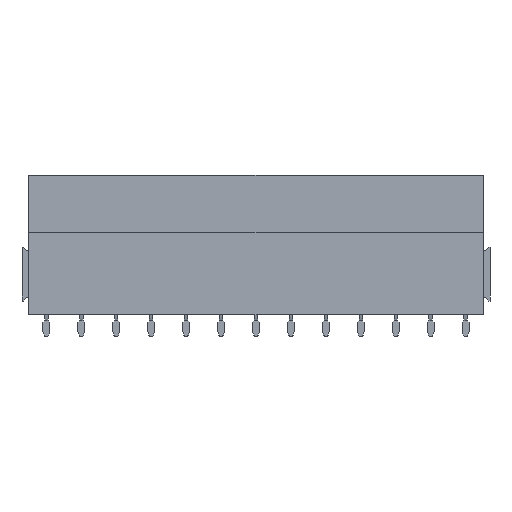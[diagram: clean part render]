
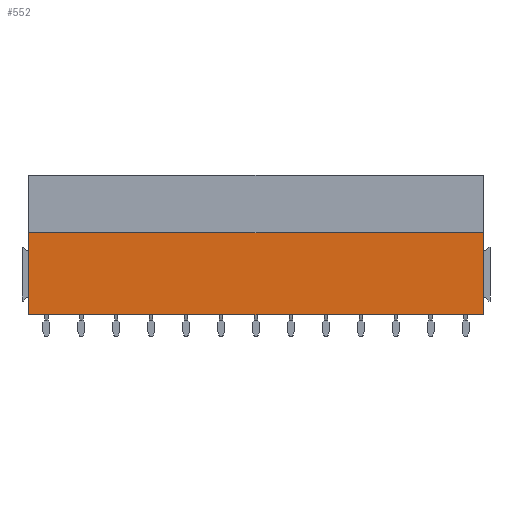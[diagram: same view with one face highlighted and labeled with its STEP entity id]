
A CAD part, front view. The second image highlights one B-rep face of the part: STEP entity #552.
In plain terms, the highlighted planar face has unit normal (0, -1, 0).
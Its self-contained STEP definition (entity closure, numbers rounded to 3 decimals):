
#525=AXIS2_PLACEMENT_3D('Plane Axis2P3D',#522,#523,#524) ;
#473=CARTESIAN_POINT('Vertex',(1.,0.,3.2)) ;
#476=CARTESIAN_POINT('Line Origine',(1.,0.,9.15)) ;
#480=CARTESIAN_POINT('Vertex',(1.,0.,15.1)) ;
#522=CARTESIAN_POINT('Axis2P3D Location',(6.08,0.,0.)) ;
#527=CARTESIAN_POINT('Line Origine',(67.04,0.,9.15)) ;
#531=CARTESIAN_POINT('Vertex',(67.04,0.,3.2)) ;
#533=CARTESIAN_POINT('Vertex',(67.04,0.,15.1)) ;
#536=CARTESIAN_POINT('Line Origine',(34.02,0.,15.1)) ;
#541=CARTESIAN_POINT('Line Origine',(34.02,0.,3.2)) ;
#477=DIRECTION('Vector Direction',(0.,0.,1.)) ;
#523=DIRECTION('Axis2P3D Direction',(0.,1.,-0.)) ;
#524=DIRECTION('Axis2P3D XDirection',(-1.,0.,0.)) ;
#528=DIRECTION('Vector Direction',(0.,0.,1.)) ;
#537=DIRECTION('Vector Direction',(1.,0.,0.)) ;
#542=DIRECTION('Vector Direction',(-1.,0.,0.)) ;
#478=VECTOR('Line Direction',#477,1.) ;
#529=VECTOR('Line Direction',#528,1.) ;
#538=VECTOR('Line Direction',#537,1.) ;
#543=VECTOR('Line Direction',#542,1.) ;
#547=ORIENTED_EDGE('',*,*,#535,.T.) ;
#548=ORIENTED_EDGE('',*,*,#540,.F.) ;
#549=ORIENTED_EDGE('',*,*,#482,.F.) ;
#550=ORIENTED_EDGE('',*,*,#545,.F.) ;
#552=ADVANCED_FACE('BLL5.08/13/180B 3.2SNOR 1682840000',(#551),#526,.F.) ;
#482=EDGE_CURVE('',#474,#481,#479,.T.) ;
#535=EDGE_CURVE('',#532,#534,#530,.T.) ;
#540=EDGE_CURVE('',#481,#534,#539,.T.) ;
#545=EDGE_CURVE('',#532,#474,#544,.T.) ;
#546=EDGE_LOOP('',(#547,#548,#549,#550)) ;
#551=FACE_OUTER_BOUND('',#546,.T.) ;
#479=LINE('Line',#476,#478) ;
#530=LINE('Line',#527,#529) ;
#539=LINE('Line',#536,#538) ;
#544=LINE('Line',#541,#543) ;
#526=PLANE('',#525) ;
#474=VERTEX_POINT('',#473) ;
#481=VERTEX_POINT('',#480) ;
#532=VERTEX_POINT('',#531) ;
#534=VERTEX_POINT('',#533) ;
